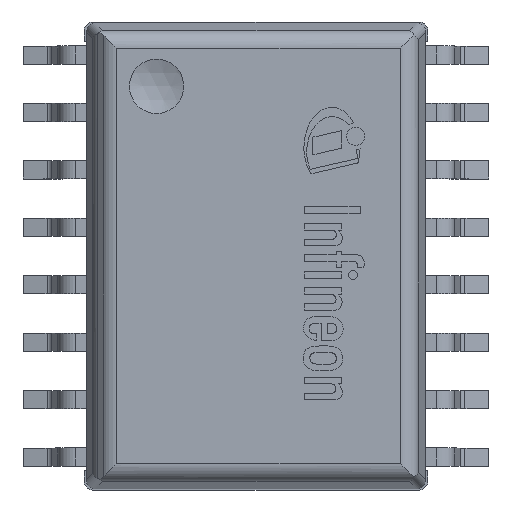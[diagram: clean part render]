
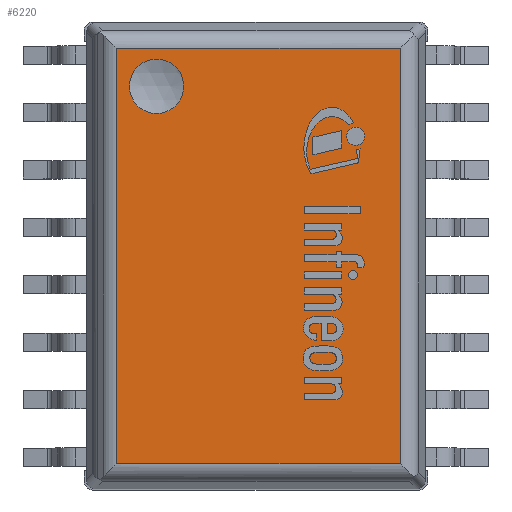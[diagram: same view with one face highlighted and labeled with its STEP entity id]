
A CAD part, top view. The second image highlights one B-rep face of the part: STEP entity #6220.
In plain terms, the highlighted planar face has unit normal (0, 0, 1).
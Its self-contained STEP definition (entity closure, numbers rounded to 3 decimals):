
#63=CIRCLE('',#6634,0.6);
#96=FACE_BOUND('',#762,.T.);
#374=FACE_OUTER_BOUND('',#761,.T.);
#761=EDGE_LOOP('',(#4519,#4520,#4521,#4522));
#762=EDGE_LOOP('',(#4523));
#1143=LINE('',#9202,#1527);
#1151=LINE('',#9248,#1535);
#1159=LINE('',#9286,#1543);
#1160=LINE('',#9288,#1544);
#1527=VECTOR('',#7180,1.);
#1535=VECTOR('',#7212,1.);
#1543=VECTOR('',#7236,1.);
#1544=VECTOR('',#7239,1.);
#2496=VERTEX_POINT('',#9199);
#2497=VERTEX_POINT('',#9201);
#2510=VERTEX_POINT('',#9245);
#2511=VERTEX_POINT('',#9247);
#2516=VERTEX_POINT('',#9291);
#3225=EDGE_CURVE('',#2496,#2497,#1143,.T.);
#3243=EDGE_CURVE('',#2510,#2511,#1151,.T.);
#3255=EDGE_CURVE('',#2497,#2510,#1159,.T.);
#3256=EDGE_CURVE('',#2511,#2496,#1160,.T.);
#3258=EDGE_CURVE('',#2516,#2516,#63,.T.);
#4519=ORIENTED_EDGE('',*,*,#3255,.F.);
#4520=ORIENTED_EDGE('',*,*,#3225,.F.);
#4521=ORIENTED_EDGE('',*,*,#3256,.F.);
#4522=ORIENTED_EDGE('',*,*,#3243,.F.);
#4523=ORIENTED_EDGE('',*,*,#3258,.T.);
#5913=PLANE('',#6633);
#6220=ADVANCED_FACE('',(#374,#96),#5913,.T.);
#6633=AXIS2_PLACEMENT_3D('',#9290,#7241,#7242);
#6634=AXIS2_PLACEMENT_3D('',#9292,#7243,#7244);
#7180=DIRECTION('',(-1.,0.,0.));
#7212=DIRECTION('',(1.,0.,0.));
#7236=DIRECTION('',(0.,1.,0.));
#7239=DIRECTION('',(0.,-1.,0.));
#7241=DIRECTION('center_axis',(0.,0.,1.));
#7242=DIRECTION('ref_axis',(1.,0.,0.));
#7243=DIRECTION('center_axis',(0.,0.,-1.));
#7244=DIRECTION('ref_axis',(-1.,0.,0.));
#9199=CARTESIAN_POINT('',(3.192,-4.592,2.65));
#9201=CARTESIAN_POINT('',(-3.084,-4.592,2.65));
#9202=CARTESIAN_POINT('',(0.826,-4.592,2.65));
#9245=CARTESIAN_POINT('',(-3.084,4.592,2.65));
#9247=CARTESIAN_POINT('',(3.192,4.592,2.65));
#9248=CARTESIAN_POINT('',(-2.924,4.592,2.65));
#9286=CARTESIAN_POINT('',(-3.084,4.796,2.65));
#9288=CARTESIAN_POINT('',(3.192,4.413,2.65));
#9290=CARTESIAN_POINT('Origin',(-2.098,3.675,2.65));
#9291=CARTESIAN_POINT('',(-1.6,3.75,2.65));
#9292=CARTESIAN_POINT('Origin',(-2.2,3.75,2.65));
